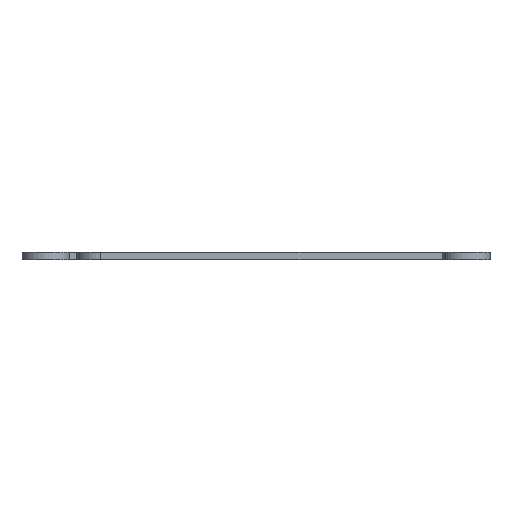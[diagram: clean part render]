
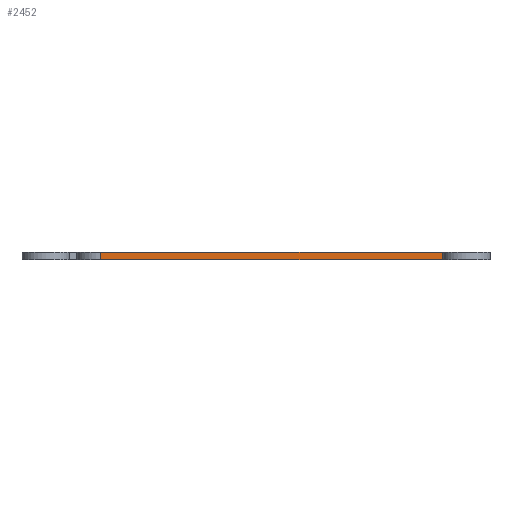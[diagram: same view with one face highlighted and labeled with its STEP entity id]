
A CAD part, front view. The second image highlights one B-rep face of the part: STEP entity #2452.
In plain terms, the highlighted planar face has unit normal (0, -1, 0).
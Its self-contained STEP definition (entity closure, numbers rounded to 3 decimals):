
#222=FACE_OUTER_BOUND('',#374,.T.);
#374=EDGE_LOOP('',(#2265,#2266,#2267,#2268));
#382=LINE('',#3431,#624);
#447=LINE('',#3671,#689);
#505=LINE('',#3892,#747);
#616=LINE('',#4116,#858);
#624=VECTOR('',#2716,10.);
#689=VECTOR('',#2897,10.);
#747=VECTOR('',#3067,10.);
#858=VECTOR('',#3404,10.);
#981=VERTEX_POINT('',#3428);
#982=VERTEX_POINT('',#3430);
#1098=VERTEX_POINT('',#3668);
#1099=VERTEX_POINT('',#3670);
#1217=EDGE_CURVE('',#981,#982,#382,.T.);
#1337=EDGE_CURVE('',#1098,#1099,#447,.T.);
#1449=EDGE_CURVE('',#1099,#981,#505,.T.);
#1560=EDGE_CURVE('',#1098,#982,#616,.T.);
#2265=ORIENTED_EDGE('',*,*,#1449,.F.);
#2266=ORIENTED_EDGE('',*,*,#1337,.F.);
#2267=ORIENTED_EDGE('',*,*,#1560,.T.);
#2268=ORIENTED_EDGE('',*,*,#1217,.F.);
#2332=PLANE('',#2698);
#2452=ADVANCED_FACE('',(#222),#2332,.T.);
#2698=AXIS2_PLACEMENT_3D('',#4117,#3405,#3406);
#2716=DIRECTION('',(1.,0.,0.));
#2897=DIRECTION('',(-1.,0.,0.));
#3067=DIRECTION('',(0.,0.,1.));
#3404=DIRECTION('',(0.,0.,1.));
#3405=DIRECTION('center_axis',(0.,-1.,0.));
#3406=DIRECTION('ref_axis',(1.,0.,0.));
#3428=CARTESIAN_POINT('',(-2.,0.,1.5));
#3430=CARTESIAN_POINT('',(69.856,0.,1.5));
#3431=CARTESIAN_POINT('',(3.,0.,1.5));
#3668=CARTESIAN_POINT('',(69.856,0.,0.));
#3670=CARTESIAN_POINT('',(-2.,0.,0.));
#3671=CARTESIAN_POINT('',(3.,0.,0.));
#3892=CARTESIAN_POINT('',(-2.,0.,0.));
#4116=CARTESIAN_POINT('',(69.856,0.,0.));
#4117=CARTESIAN_POINT('Origin',(-7.,0.,0.));
